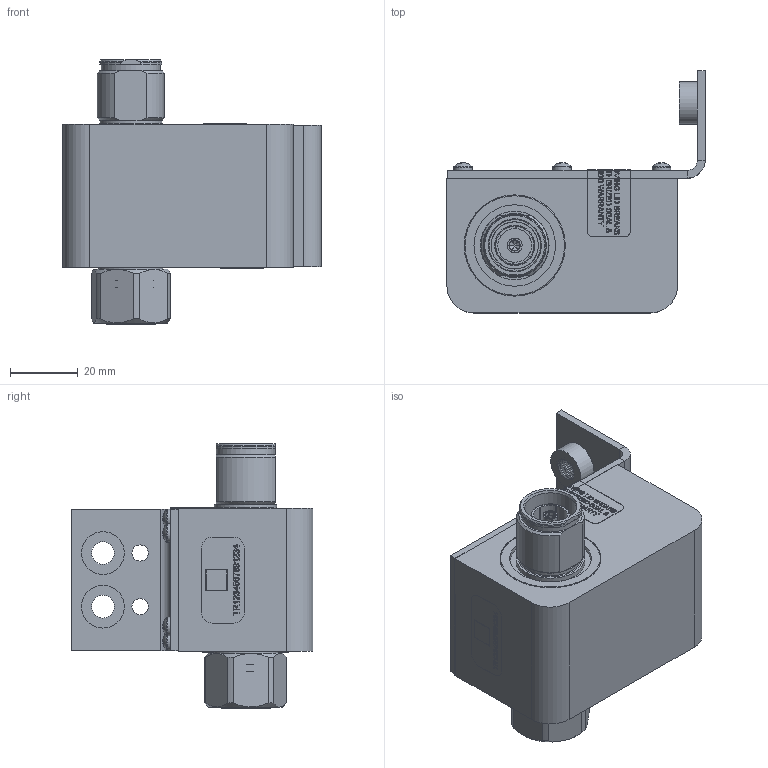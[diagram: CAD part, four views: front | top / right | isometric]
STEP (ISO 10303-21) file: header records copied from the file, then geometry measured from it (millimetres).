
FILE_DESCRIPTION (( 'STEP AP214' ), '1' );
FILE_NAME ('VHF50B43-ME-PGR-BU.STEP', '2020-08-21T16:57:48', ( '' ), ( '' ), 'SwSTEP 2.0', 'SolidWorks 2019', '' );
FILE_SCHEMA (( 'AUTOMOTIVE_DESIGN' ));
Length unit declared in the file: inch
Products named in the file (25): 1708-1211; 5800-0437; 1000-1700; 7020-1394; VHF50B43-ME-PGR-BU; 7040-0079; 1081-0251-05; 1000-1684; 1909-0005; 1000-1688; 7040-0157; 7020-2798; 5330-0389-01; 9020-0096; 2811-0056; 1729-0063; 2003-3661; 7040-0092; 5800-0436; 2003-1052-3; 1000-1683; 4035-0101; 4035-0108; 4035-0107; 5220-0030
Assembly tree (32 placements, depth 5):
  VHF50B43-ME-PGR-BU
    1000-1700
      1000-1688
        5330-0389-01
        7040-0079
        1000-1683
          5800-0437
          4035-0101
          2811-0056
          4035-0108
          7040-0092
        1000-1684
          5800-0436
          1909-0005
          7040-0092
          4035-0107
          7040-0157
          2811-0056
          1729-0063
        1081-0251-05  x6
      9020-0096
        5220-0030
        1708-1211  x2
      7020-1394
      7020-2798
    2003-3661
    2003-1052-3
Bounding box: 76.5 x 71.63 x 78.18 mm (x, y, z)
Volume: 90836.1 mm3; surface area: 53288.3 mm2
Topology: 27 solids, 27 shells, 3234 faces, 8526 edges, 5572 vertices
Faces by surface type: plane 1963, bspline 614, cylinder 387, cone 217, torus 53
Full cylindrical faces by diameter (mm): 1.778 x2, 2.083 x2, 2.261 x2, 2.578 x6, 2.794 x78, 3.099 x1, 3.175 x6, 4.318 x2, 4.343 x2, 4.801 x2, 5.461 x6, 6.045 x2, 6.791 x16, 8.15 x16, 10.008 x3, 10.058 x2, 10.439 x2, 10.49 x2, 11.176 x1, 11.481 x1, 12.649 x2, 13.208 x2, 13.97 x1, 13.995 x1, 14.554 x2, 14.605 x2, 15.088 x2, 15.24 x1, 15.748 x1, 17.475 x1
Entity records: 129620 total; most frequent: CARTESIAN_POINT 43439, ORIENTED_EDGE 14478, DIRECTION 10898, EDGE_CURVE 7239, LINE 5306, VECTOR 5306, VERTEX_POINT 4903, EDGE_LOOP 3214
